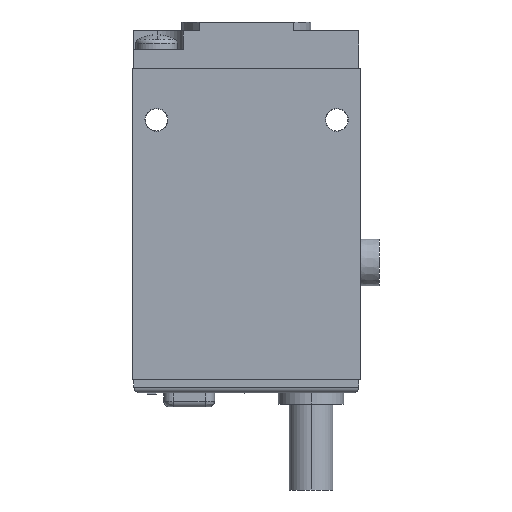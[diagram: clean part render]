
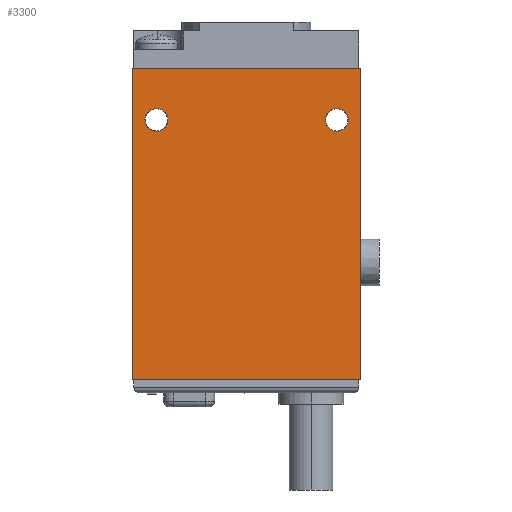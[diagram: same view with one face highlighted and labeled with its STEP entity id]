
A CAD part, left-side view. The second image highlights one B-rep face of the part: STEP entity #3300.
In plain terms, the highlighted planar face has unit normal (-1, 0, 0).
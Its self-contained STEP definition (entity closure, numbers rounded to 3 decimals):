
#1=DIRECTION('',(0.,0.,-1.));
#2=VECTOR('',#1,42.164);
#3=CARTESIAN_POINT('',(-6.02,0.,0.));
#4=LINE('',#3,#2);
#5=DIRECTION('',(0.,1.,0.));
#6=VECTOR('',#5,30.785);
#7=CARTESIAN_POINT('',(-6.02,0.,-42.164));
#8=LINE('',#7,#6);
#9=DIRECTION('',(0.,0.,1.));
#10=VECTOR('',#9,42.164);
#11=CARTESIAN_POINT('',(-6.02,30.785,-42.164));
#12=LINE('',#11,#10);
#13=DIRECTION('',(0.,-1.,0.));
#14=VECTOR('',#13,30.785);
#15=CARTESIAN_POINT('',(-6.02,30.785,0.));
#16=LINE('',#15,#14);
#17=CARTESIAN_POINT('',(-6.02,27.61,-6.985));
#18=DIRECTION('',(1.,0.,0.));
#19=DIRECTION('',(0.,0.,-1.));
#20=AXIS2_PLACEMENT_3D('',#17,#18,#19);
#22=CARTESIAN_POINT('',(-6.02,27.61,-6.985));
#23=DIRECTION('',(1.,0.,0.));
#24=DIRECTION('',(0.,0.,1.));
#25=AXIS2_PLACEMENT_3D('',#22,#23,#24);
#27=CARTESIAN_POINT('',(-6.02,3.175,-6.985));
#28=DIRECTION('',(1.,0.,0.));
#29=DIRECTION('',(0.,0.,-1.));
#30=AXIS2_PLACEMENT_3D('',#27,#28,#29);
#32=CARTESIAN_POINT('',(-6.02,3.175,-6.985));
#33=DIRECTION('',(1.,0.,0.));
#34=DIRECTION('',(0.,0.,1.));
#35=AXIS2_PLACEMENT_3D('',#32,#33,#34);
#2531=CARTESIAN_POINT('',(-6.02,0.,0.));
#2532=CARTESIAN_POINT('',(-6.02,0.,-42.164));
#2533=VERTEX_POINT('',#2531);
#2534=VERTEX_POINT('',#2532);
#2535=CARTESIAN_POINT('',(-6.02,30.785,-42.164));
#2536=VERTEX_POINT('',#2535);
#2537=CARTESIAN_POINT('',(-6.02,30.785,0.));
#2538=VERTEX_POINT('',#2537);
#2547=CARTESIAN_POINT('',(-6.02,27.61,-8.535));
#2548=CARTESIAN_POINT('',(-6.02,27.61,-5.435));
#2549=VERTEX_POINT('',#2547);
#2550=VERTEX_POINT('',#2548);
#2551=CARTESIAN_POINT('',(-6.02,3.175,-8.535));
#2552=CARTESIAN_POINT('',(-6.02,3.175,-5.435));
#2553=VERTEX_POINT('',#2551);
#2554=VERTEX_POINT('',#2552);
#3273=CARTESIAN_POINT('',(-6.02,0.,0.));
#3274=DIRECTION('',(1.,0.,0.));
#3275=DIRECTION('',(0.,0.,-1.));
#3276=AXIS2_PLACEMENT_3D('',#3273,#3274,#3275);
#3277=PLANE('',#3276);
#3279=ORIENTED_EDGE('',*,*,#3278,.T.);
#3281=ORIENTED_EDGE('',*,*,#3280,.T.);
#3283=ORIENTED_EDGE('',*,*,#3282,.T.);
#3285=ORIENTED_EDGE('',*,*,#3284,.T.);
#3286=EDGE_LOOP('',(#3279,#3281,#3283,#3285));
#3287=FACE_OUTER_BOUND('',#3286,.F.);
#3289=ORIENTED_EDGE('',*,*,#3288,.F.);
#3291=ORIENTED_EDGE('',*,*,#3290,.F.);
#3292=EDGE_LOOP('',(#3289,#3291));
#3293=FACE_BOUND('',#3292,.F.);
#3295=ORIENTED_EDGE('',*,*,#3294,.F.);
#3297=ORIENTED_EDGE('',*,*,#3296,.F.);
#3298=EDGE_LOOP('',(#3295,#3297));
#3299=FACE_BOUND('',#3298,.F.);
#3300=ADVANCED_FACE('',(#3287,#3293,#3299),#3277,.F.);
#21=CIRCLE('',#20,1.55);
#26=CIRCLE('',#25,1.55);
#31=CIRCLE('',#30,1.55);
#36=CIRCLE('',#35,1.55);
#3278=EDGE_CURVE('',#2533,#2534,#4,.T.);
#3280=EDGE_CURVE('',#2534,#2536,#8,.T.);
#3282=EDGE_CURVE('',#2536,#2538,#12,.T.);
#3284=EDGE_CURVE('',#2538,#2533,#16,.T.);
#3288=EDGE_CURVE('',#2549,#2550,#21,.T.);
#3290=EDGE_CURVE('',#2550,#2549,#26,.T.);
#3294=EDGE_CURVE('',#2553,#2554,#31,.T.);
#3296=EDGE_CURVE('',#2554,#2553,#36,.T.);
